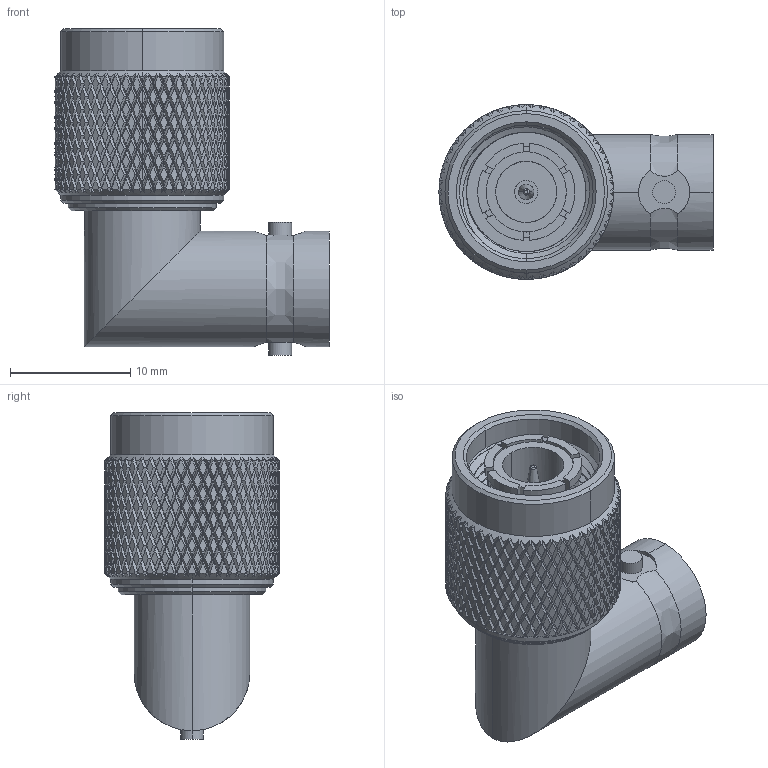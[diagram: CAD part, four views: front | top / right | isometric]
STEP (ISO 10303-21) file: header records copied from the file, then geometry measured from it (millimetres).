
FILE_DESCRIPTION (( 'STEP AP203' ), '1' );
FILE_NAME ('SM3553.step', '2018-09-27T18:22:00', ( '' ), ( '' ), 'SwSTEP 2.0', 'SolidWorks 2017', '' );
FILE_SCHEMA (( 'CONFIG_CONTROL_DESIGN' ));
Length unit declared in the file: inch
Products named in the file (1): SM3553
Bounding box: 22.77 x 14.5 x 27.14 mm (x, y, z)
Volume: 2962.1 mm3; surface area: 3006.4 mm2
Topology: 1 solids, 1 shells, 2673 faces, 5683 edges, 3024 vertices
Faces by surface type: bspline 2007, cylinder 577, plane 57, cone 30, torus 2
Entity records: 102572 total; most frequent: CARTESIAN_POINT 67769, ORIENTED_EDGE 11366, EDGE_CURVE 5683, VERTEX_POINT 3024, EDGE_LOOP 2685, ADVANCED_FACE 2673, FACE_OUTER_BOUND 2673, B_SPLINE_CURVE_WITH_KNOTS 2292
